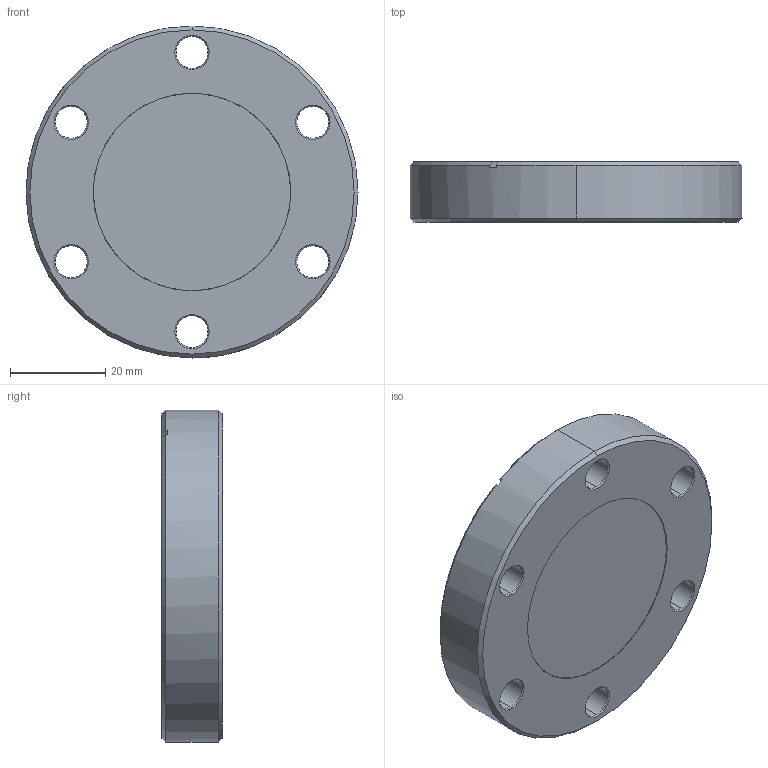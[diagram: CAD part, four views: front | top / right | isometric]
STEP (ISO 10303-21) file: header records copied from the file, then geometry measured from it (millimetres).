
FILE_DESCRIPTION (( 'STEP AP203' ), '1' );
FILE_NAME ('A14970-1-CF.STEP', '2020-11-30T17:58:32', ( '' ), ( '' ), 'SwSTEP 2.0', 'SolidWorks 2020', '' );
FILE_SCHEMA (( 'CONFIG_CONTROL_DESIGN' ));
Length unit declared in the file: inch
Products named in the file (1): A14970-1-CF
Bounding box: 69.85 x 12.7 x 69.85 mm (x, y, z)
Volume: 35048.7 mm3; surface area: 14278.2 mm2
Topology: 2 solids, 2 shells, 129 faces, 321 edges, 203 vertices
Faces by surface type: plane 35, cone 33, cylinder 32, bspline 29
Entity records: 7042 total; most frequent: CARTESIAN_POINT 4054, ORIENTED_EDGE 642, DIRECTION 537, EDGE_CURVE 321, AXIS2_PLACEMENT_3D 214, VERTEX_POINT 203, EDGE_LOOP 150, ADVANCED_FACE 129
